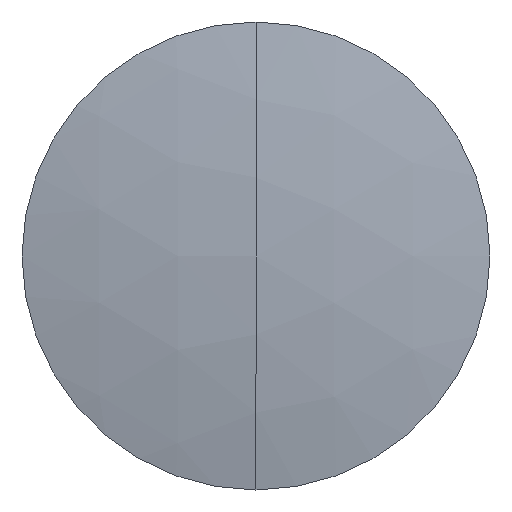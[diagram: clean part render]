
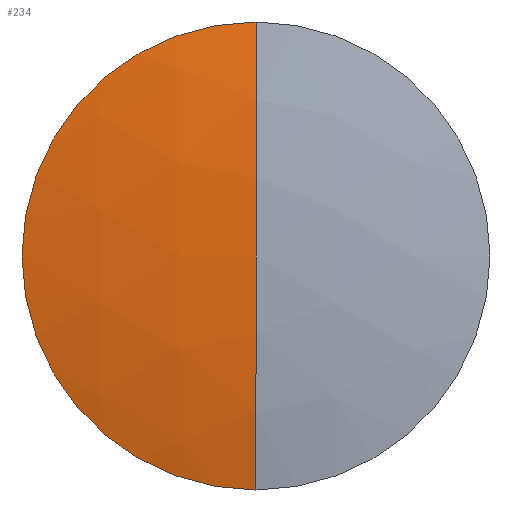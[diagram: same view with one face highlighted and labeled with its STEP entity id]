
A CAD part, left-side view. The second image highlights one B-rep face of the part: STEP entity #234.
In plain terms, the highlighted spherical face has radius 62.8 mm.
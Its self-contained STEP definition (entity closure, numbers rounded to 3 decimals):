
#5 = VERTEX_POINT ( 'NONE', #275 ) ;
#6 = DIRECTION ( 'NONE',  ( 0., 1., 0. ) ) ;
#8 = FACE_OUTER_BOUND ( 'NONE', #26, .T. ) ;
#26 = EDGE_LOOP ( 'NONE', ( #308, #291, #292 ) ) ;
#39 = DIRECTION ( 'NONE',  ( 0., 0., 1. ) ) ;
#42 = CIRCLE ( 'NONE', #232, 62.8 ) ;
#43 = EDGE_CURVE ( 'NONE', #219, #185, #42, .T. ) ;
#67 = DIRECTION ( 'NONE',  ( 0., 1., 0. ) ) ;
#69 = DIRECTION ( 'NONE',  ( 0., -1., 0. ) ) ;
#83 = DIRECTION ( 'NONE',  ( 0., 0., 1. ) ) ;
#92 = EDGE_CURVE ( 'NONE', #5, #219, #279, .T. ) ;
#126 = DIRECTION ( 'NONE',  ( 0., 0., 1. ) ) ;
#168 = AXIS2_PLACEMENT_3D ( 'NONE', #286, #6, #126 ) ;
#185 = VERTEX_POINT ( 'NONE', #319 ) ;
#193 = SPHERICAL_SURFACE ( 'NONE', #168, 62.8 ) ;
#202 = CARTESIAN_POINT ( 'NONE',  ( 254.093, 0., 0. ) ) ;
#205 = AXIS2_PLACEMENT_3D ( 'NONE', #273, #69, #247 ) ;
#206 = CARTESIAN_POINT ( 'NONE',  ( 315.596, 0., 0. ) ) ;
#219 = VERTEX_POINT ( 'NONE', #241 ) ;
#229 = DIRECTION ( 'NONE',  ( -1., 0., 0. ) ) ;
#232 = AXIS2_PLACEMENT_3D ( 'NONE', #206, #67, #39 ) ;
#234 = ADVANCED_FACE ( 'NONE', ( #8 ), #193, .T. ) ;
#241 = CARTESIAN_POINT ( 'NONE',  ( 254.093, 0., -12.7 ) ) ;
#247 = DIRECTION ( 'NONE',  ( 0., 0., -1. ) ) ;
#273 = CARTESIAN_POINT ( 'NONE',  ( 315.596, 0., 0. ) ) ;
#274 = EDGE_CURVE ( 'NONE', #5, #185, #323, .T. ) ;
#275 = CARTESIAN_POINT ( 'NONE',  ( 254.093, 0., 12.7 ) ) ;
#279 = CIRCLE ( 'NONE', #310, 12.7 ) ;
#286 = CARTESIAN_POINT ( 'NONE',  ( 315.596, 0., 0. ) ) ;
#291 = ORIENTED_EDGE ( 'NONE', *, *, #43, .T. ) ;
#292 = ORIENTED_EDGE ( 'NONE', *, *, #274, .F. ) ;
#308 = ORIENTED_EDGE ( 'NONE', *, *, #92, .T. ) ;
#310 = AXIS2_PLACEMENT_3D ( 'NONE', #202, #229, #83 ) ;
#319 = CARTESIAN_POINT ( 'NONE',  ( 252.796, 0., 0. ) ) ;
#323 = CIRCLE ( 'NONE', #205, 62.8 ) ;
